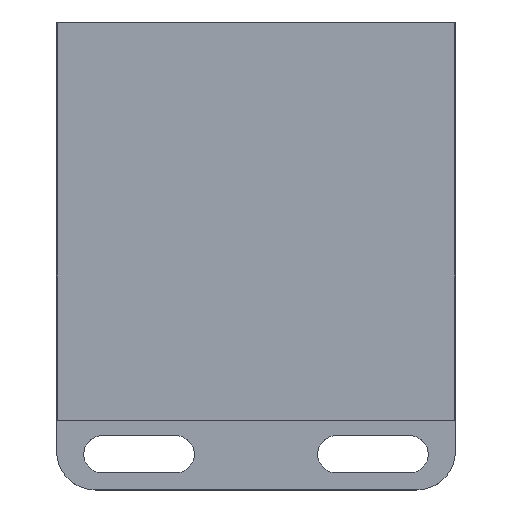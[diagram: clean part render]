
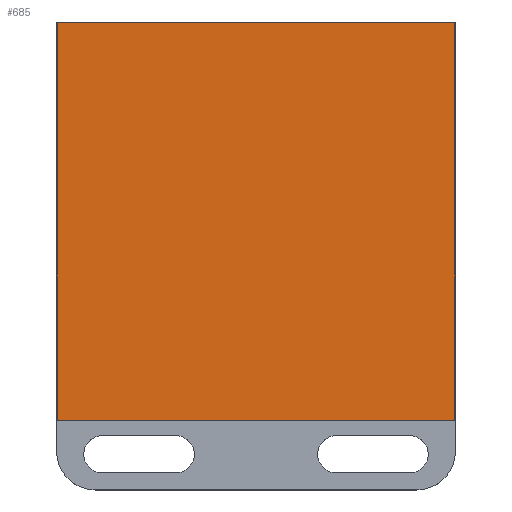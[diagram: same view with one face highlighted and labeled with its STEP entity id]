
A CAD part, top view. The second image highlights one B-rep face of the part: STEP entity #685.
In plain terms, the highlighted planar face has unit normal (0, 0, 1).
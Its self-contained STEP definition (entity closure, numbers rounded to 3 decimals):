
#3 = EDGE_CURVE ( 'NONE', #352, #733, #680, .T. ) ;
#5 = DIRECTION ( 'NONE',  ( 0., -1., 0. ) ) ;
#22 = VERTEX_POINT ( 'NONE', #695 ) ;
#27 = CARTESIAN_POINT ( 'NONE',  ( 0., 30.075, 6.4 ) ) ;
#57 = DIRECTION ( 'NONE',  ( 1., 0., 0. ) ) ;
#130 = EDGE_LOOP ( 'NONE', ( #722, #625, #613, #282 ) ) ;
#142 = VECTOR ( 'NONE', #412, 1000. ) ;
#151 = FACE_OUTER_BOUND ( 'NONE', #130, .T. ) ;
#154 = CARTESIAN_POINT ( 'NONE',  ( 0., -21.175, 6.4 ) ) ;
#157 = PLANE ( 'NONE',  #398 ) ;
#182 = CARTESIAN_POINT ( 'NONE',  ( 25.625, 0., 6.4 ) ) ;
#226 = CARTESIAN_POINT ( 'NONE',  ( 0., 0., 6.4 ) ) ;
#238 = EDGE_CURVE ( 'NONE', #22, #733, #707, .T. ) ;
#282 = ORIENTED_EDGE ( 'NONE', *, *, #238, .F. ) ;
#349 = LINE ( 'NONE', #27, #475 ) ;
#352 = VERTEX_POINT ( 'NONE', #580 ) ;
#398 = AXIS2_PLACEMENT_3D ( 'NONE', #226, #451, #57 ) ;
#412 = DIRECTION ( 'NONE',  ( 0., -1., 0. ) ) ;
#449 = CARTESIAN_POINT ( 'NONE',  ( -25.625, 30.075, 6.4 ) ) ;
#451 = DIRECTION ( 'NONE',  ( 0., 0., 1. ) ) ;
#473 = DIRECTION ( 'NONE',  ( 1., 0., 0. ) ) ;
#475 = VECTOR ( 'NONE', #677, 1000. ) ;
#478 = VERTEX_POINT ( 'NONE', #449 ) ;
#511 = VECTOR ( 'NONE', #473, 1000. ) ;
#521 = EDGE_CURVE ( 'NONE', #478, #22, #349, .T. ) ;
#525 = CARTESIAN_POINT ( 'NONE',  ( -25.625, 0., 6.4 ) ) ;
#567 = EDGE_CURVE ( 'NONE', #478, #352, #620, .T. ) ;
#580 = CARTESIAN_POINT ( 'NONE',  ( -25.625, -21.175, 6.4 ) ) ;
#613 = ORIENTED_EDGE ( 'NONE', *, *, #3, .T. ) ;
#620 = LINE ( 'NONE', #525, #142 ) ;
#625 = ORIENTED_EDGE ( 'NONE', *, *, #567, .T. ) ;
#677 = DIRECTION ( 'NONE',  ( 1., 0., 0. ) ) ;
#680 = LINE ( 'NONE', #154, #511 ) ;
#685 = ADVANCED_FACE ( 'NONE', ( #151 ), #157, .T. ) ;
#686 = CARTESIAN_POINT ( 'NONE',  ( 25.625, -21.175, 6.4 ) ) ;
#691 = VECTOR ( 'NONE', #5, 1000. ) ;
#695 = CARTESIAN_POINT ( 'NONE',  ( 25.625, 30.075, 6.4 ) ) ;
#707 = LINE ( 'NONE', #182, #691 ) ;
#722 = ORIENTED_EDGE ( 'NONE', *, *, #521, .F. ) ;
#733 = VERTEX_POINT ( 'NONE', #686 ) ;
